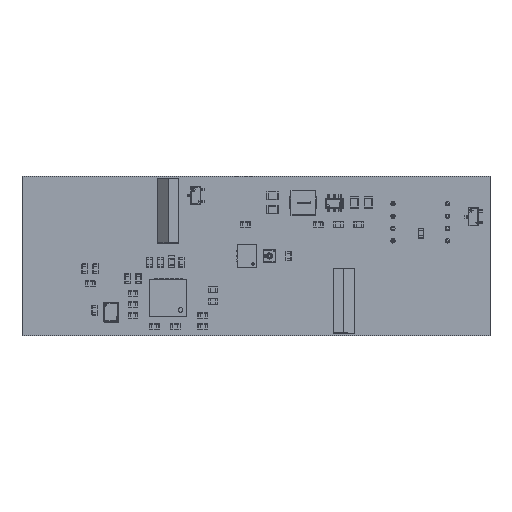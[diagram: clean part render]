
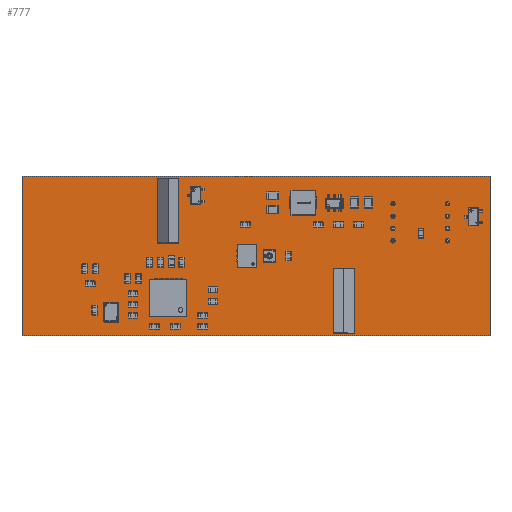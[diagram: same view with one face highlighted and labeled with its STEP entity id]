
A CAD part, top view. The second image highlights one B-rep face of the part: STEP entity #777.
In plain terms, the highlighted planar face has unit normal (0, 0, 1).
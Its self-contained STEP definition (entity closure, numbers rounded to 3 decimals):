
#216 = VERTEX_POINT('',#217);
#217 = CARTESIAN_POINT('',(100.,100.,0.791));
#223 = EDGE_CURVE('',#216,#224,#226,.T.);
#224 = VERTEX_POINT('',#225);
#225 = CARTESIAN_POINT('',(175.8,100.,0.791));
#226 = LINE('',#227,#228);
#227 = CARTESIAN_POINT('',(100.,100.,0.791));
#228 = VECTOR('',#229,1.);
#229 = DIRECTION('',(1.,0.,0.));
#254 = EDGE_CURVE('',#224,#255,#257,.T.);
#255 = VERTEX_POINT('',#256);
#256 = CARTESIAN_POINT('',(175.8,125.8,0.791));
#257 = LINE('',#258,#259);
#258 = CARTESIAN_POINT('',(175.8,100.,0.791));
#259 = VECTOR('',#260,1.);
#260 = DIRECTION('',(0.,1.,0.));
#285 = EDGE_CURVE('',#255,#286,#288,.T.);
#286 = VERTEX_POINT('',#287);
#287 = CARTESIAN_POINT('',(100.,125.8,0.791));
#288 = LINE('',#289,#290);
#289 = CARTESIAN_POINT('',(175.8,125.8,0.791));
#290 = VECTOR('',#291,1.);
#291 = DIRECTION('',(-1.,0.,0.));
#316 = EDGE_CURVE('',#286,#216,#317,.T.);
#317 = LINE('',#318,#319);
#318 = CARTESIAN_POINT('',(100.,125.8,0.791));
#319 = VECTOR('',#320,1.);
#320 = DIRECTION('',(0.,-1.,0.));
#340 = VERTEX_POINT('',#341);
#341 = CARTESIAN_POINT('',(123.665,117.66,0.791));
#347 = EDGE_CURVE('',#340,#340,#348,.T.);
#348 = CIRCLE('',#349,0.665);
#349 = AXIS2_PLACEMENT_3D('',#350,#351,#352);
#350 = CARTESIAN_POINT('',(123.,117.66,0.791));
#351 = DIRECTION('',(0.,0.,1.));
#352 = DIRECTION('',(1.,0.,-0.));
#373 = VERTEX_POINT('',#374);
#374 = CARTESIAN_POINT('',(153.465,103.06,0.791));
#380 = EDGE_CURVE('',#373,#373,#381,.T.);
#381 = CIRCLE('',#382,0.665);
#382 = AXIS2_PLACEMENT_3D('',#383,#384,#385);
#383 = CARTESIAN_POINT('',(152.8,103.06,0.791));
#384 = DIRECTION('',(0.,0.,1.));
#385 = DIRECTION('',(1.,0.,-0.));
#406 = VERTEX_POINT('',#407);
#407 = CARTESIAN_POINT('',(153.465,108.14,0.791));
#413 = EDGE_CURVE('',#406,#406,#414,.T.);
#414 = CIRCLE('',#415,0.665);
#415 = AXIS2_PLACEMENT_3D('',#416,#417,#418);
#416 = CARTESIAN_POINT('',(152.8,108.14,0.791));
#417 = DIRECTION('',(0.,0.,1.));
#418 = DIRECTION('',(1.,0.,-0.));
#439 = VERTEX_POINT('',#440);
#440 = CARTESIAN_POINT('',(123.665,122.74,0.791));
#446 = EDGE_CURVE('',#439,#439,#447,.T.);
#447 = CIRCLE('',#448,0.665);
#448 = AXIS2_PLACEMENT_3D('',#449,#450,#451);
#449 = CARTESIAN_POINT('',(123.,122.74,0.791));
#450 = DIRECTION('',(0.,0.,1.));
#451 = DIRECTION('',(1.,0.,-0.));
#472 = VERTEX_POINT('',#473);
#473 = CARTESIAN_POINT('',(160.43,117.35,0.791));
#479 = EDGE_CURVE('',#472,#472,#480,.T.);
#480 = CIRCLE('',#481,0.35);
#481 = AXIS2_PLACEMENT_3D('',#482,#483,#484);
#482 = CARTESIAN_POINT('',(160.08,117.35,0.791));
#483 = DIRECTION('',(0.,0.,1.));
#484 = DIRECTION('',(1.,0.,-0.));
#505 = VERTEX_POINT('',#506);
#506 = CARTESIAN_POINT('',(160.43,121.35,0.791));
#512 = EDGE_CURVE('',#505,#505,#513,.T.);
#513 = CIRCLE('',#514,0.35);
#514 = AXIS2_PLACEMENT_3D('',#515,#516,#517);
#515 = CARTESIAN_POINT('',(160.08,121.35,0.791));
#516 = DIRECTION('',(0.,0.,1.));
#517 = DIRECTION('',(1.,0.,-0.));
#538 = VERTEX_POINT('',#539);
#539 = CARTESIAN_POINT('',(160.43,115.35,0.791));
#545 = EDGE_CURVE('',#538,#538,#546,.T.);
#546 = CIRCLE('',#547,0.35);
#547 = AXIS2_PLACEMENT_3D('',#548,#549,#550);
#548 = CARTESIAN_POINT('',(160.08,115.35,0.791));
#549 = DIRECTION('',(0.,0.,1.));
#550 = DIRECTION('',(1.,0.,-0.));
#571 = VERTEX_POINT('',#572);
#572 = CARTESIAN_POINT('',(169.26,115.35,0.791));
#578 = EDGE_CURVE('',#571,#571,#579,.T.);
#579 = CIRCLE('',#580,0.35);
#580 = AXIS2_PLACEMENT_3D('',#581,#582,#583);
#581 = CARTESIAN_POINT('',(168.91,115.35,0.791));
#582 = DIRECTION('',(0.,0.,1.));
#583 = DIRECTION('',(1.,0.,-0.));
#604 = VERTEX_POINT('',#605);
#605 = CARTESIAN_POINT('',(169.26,117.35,0.791));
#611 = EDGE_CURVE('',#604,#604,#612,.T.);
#612 = CIRCLE('',#613,0.35);
#613 = AXIS2_PLACEMENT_3D('',#614,#615,#616);
#614 = CARTESIAN_POINT('',(168.91,117.35,0.791));
#615 = DIRECTION('',(0.,0.,1.));
#616 = DIRECTION('',(1.,0.,-0.));
#637 = VERTEX_POINT('',#638);
#638 = CARTESIAN_POINT('',(160.43,119.35,0.791));
#644 = EDGE_CURVE('',#637,#637,#645,.T.);
#645 = CIRCLE('',#646,0.35);
#646 = AXIS2_PLACEMENT_3D('',#647,#648,#649);
#647 = CARTESIAN_POINT('',(160.08,119.35,0.791));
#648 = DIRECTION('',(0.,0.,1.));
#649 = DIRECTION('',(1.,0.,-0.));
#670 = VERTEX_POINT('',#671);
#671 = CARTESIAN_POINT('',(169.26,119.35,0.791));
#677 = EDGE_CURVE('',#670,#670,#678,.T.);
#678 = CIRCLE('',#679,0.35);
#679 = AXIS2_PLACEMENT_3D('',#680,#681,#682);
#680 = CARTESIAN_POINT('',(168.91,119.35,0.791));
#681 = DIRECTION('',(0.,0.,1.));
#682 = DIRECTION('',(1.,0.,-0.));
#703 = VERTEX_POINT('',#704);
#704 = CARTESIAN_POINT('',(169.26,121.35,0.791));
#710 = EDGE_CURVE('',#703,#703,#711,.T.);
#711 = CIRCLE('',#712,0.35);
#712 = AXIS2_PLACEMENT_3D('',#713,#714,#715);
#713 = CARTESIAN_POINT('',(168.91,121.35,0.791));
#714 = DIRECTION('',(0.,0.,1.));
#715 = DIRECTION('',(1.,0.,-0.));
#777 = ADVANCED_FACE('',(#778,#784,#787,#790,#793,#796,#799,#802,#805,
    #808,#811,#814,#817),#820,.T.);
#778 = FACE_BOUND('',#779,.T.);
#779 = EDGE_LOOP('',(#780,#781,#782,#783));
#780 = ORIENTED_EDGE('',*,*,#223,.T.);
#781 = ORIENTED_EDGE('',*,*,#254,.T.);
#782 = ORIENTED_EDGE('',*,*,#285,.T.);
#783 = ORIENTED_EDGE('',*,*,#316,.T.);
#784 = FACE_BOUND('',#785,.T.);
#785 = EDGE_LOOP('',(#786));
#786 = ORIENTED_EDGE('',*,*,#347,.F.);
#787 = FACE_BOUND('',#788,.T.);
#788 = EDGE_LOOP('',(#789));
#789 = ORIENTED_EDGE('',*,*,#380,.F.);
#790 = FACE_BOUND('',#791,.T.);
#791 = EDGE_LOOP('',(#792));
#792 = ORIENTED_EDGE('',*,*,#413,.F.);
#793 = FACE_BOUND('',#794,.T.);
#794 = EDGE_LOOP('',(#795));
#795 = ORIENTED_EDGE('',*,*,#446,.F.);
#796 = FACE_BOUND('',#797,.T.);
#797 = EDGE_LOOP('',(#798));
#798 = ORIENTED_EDGE('',*,*,#479,.F.);
#799 = FACE_BOUND('',#800,.T.);
#800 = EDGE_LOOP('',(#801));
#801 = ORIENTED_EDGE('',*,*,#512,.F.);
#802 = FACE_BOUND('',#803,.T.);
#803 = EDGE_LOOP('',(#804));
#804 = ORIENTED_EDGE('',*,*,#545,.F.);
#805 = FACE_BOUND('',#806,.T.);
#806 = EDGE_LOOP('',(#807));
#807 = ORIENTED_EDGE('',*,*,#578,.F.);
#808 = FACE_BOUND('',#809,.T.);
#809 = EDGE_LOOP('',(#810));
#810 = ORIENTED_EDGE('',*,*,#611,.F.);
#811 = FACE_BOUND('',#812,.T.);
#812 = EDGE_LOOP('',(#813));
#813 = ORIENTED_EDGE('',*,*,#644,.F.);
#814 = FACE_BOUND('',#815,.T.);
#815 = EDGE_LOOP('',(#816));
#816 = ORIENTED_EDGE('',*,*,#677,.F.);
#817 = FACE_BOUND('',#818,.T.);
#818 = EDGE_LOOP('',(#819));
#819 = ORIENTED_EDGE('',*,*,#710,.F.);
#820 = PLANE('',#821);
#821 = AXIS2_PLACEMENT_3D('',#822,#823,#824);
#822 = CARTESIAN_POINT('',(137.9,112.9,0.791));
#823 = DIRECTION('',(0.,0.,1.));
#824 = DIRECTION('',(1.,0.,-0.));
